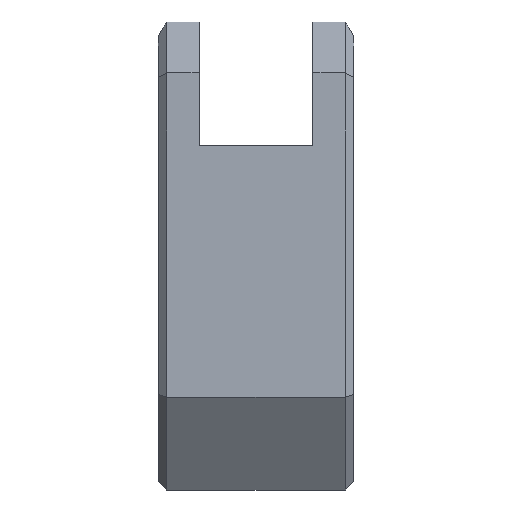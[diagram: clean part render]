
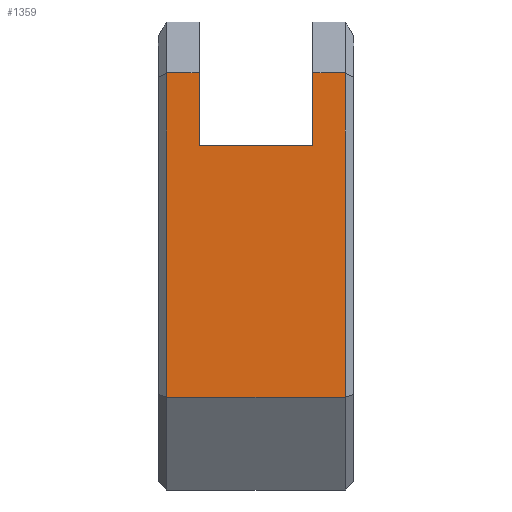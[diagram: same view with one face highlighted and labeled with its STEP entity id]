
A CAD part, left-side view. The second image highlights one B-rep face of the part: STEP entity #1359.
In plain terms, the highlighted planar face has unit normal (-1, 0, 0).
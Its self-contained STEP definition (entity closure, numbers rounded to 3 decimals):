
#126 = PLANE('',#127);
#127 = AXIS2_PLACEMENT_3D('',#128,#129,#130);
#128 = CARTESIAN_POINT('',(-89.,-19.,-13.));
#129 = DIRECTION('',(0.,1.,0.));
#130 = DIRECTION('',(0.,0.,1.));
#159 = PLANE('',#160);
#160 = AXIS2_PLACEMENT_3D('',#161,#162,#163);
#161 = CARTESIAN_POINT('',(-97.968,-14.,37.19));
#162 = DIRECTION('',(-0.53,0.,0.848)
  );
#163 = DIRECTION('',(0.848,0.,0.53)
  );
#521 = VERTEX_POINT('',#522);
#522 = CARTESIAN_POINT('',(-108.,-19.,30.922));
#543 = EDGE_CURVE('',#544,#521,#546,.T.);
#544 = VERTEX_POINT('',#545);
#545 = CARTESIAN_POINT('',(-108.,-19.,22.));
#546 = SURFACE_CURVE('',#547,(#551,#558),.PCURVE_S1.);
#547 = LINE('',#548,#549);
#548 = CARTESIAN_POINT('',(-108.,-19.,8.961));
#549 = VECTOR('',#550,1.);
#550 = DIRECTION('',(0.,0.,1.));
#551 = PCURVE('',#126,#552);
#552 = DEFINITIONAL_REPRESENTATION('',(#553),#557);
#553 = LINE('',#554,#555);
#554 = CARTESIAN_POINT('',(21.961,-19.));
#555 = VECTOR('',#556,1.);
#556 = DIRECTION('',(1.,0.));
#557 = ( GEOMETRIC_REPRESENTATION_CONTEXT(2) 
PARAMETRIC_REPRESENTATION_CONTEXT() REPRESENTATION_CONTEXT('2D SPACE',''
  ) );
#558 = PCURVE('',#559,#564);
#559 = PLANE('',#560);
#560 = AXIS2_PLACEMENT_3D('',#561,#562,#563);
#561 = CARTESIAN_POINT('',(-108.,-14.,30.922));
#562 = DIRECTION('',(-1.,0.,0.));
#563 = DIRECTION('',(0.,0.,1.));
#564 = DEFINITIONAL_REPRESENTATION('',(#565),#569);
#565 = LINE('',#566,#567);
#566 = CARTESIAN_POINT('',(-21.961,-5.));
#567 = VECTOR('',#568,1.);
#568 = DIRECTION('',(1.,0.));
#569 = ( GEOMETRIC_REPRESENTATION_CONTEXT(2) 
PARAMETRIC_REPRESENTATION_CONTEXT() REPRESENTATION_CONTEXT('2D SPACE',''
  ) );
#587 = PLANE('',#588);
#588 = AXIS2_PLACEMENT_3D('',#589,#590,#591);
#589 = CARTESIAN_POINT('',(-106.,-33.,22.));
#590 = DIRECTION('',(0.,0.,-1.));
#591 = DIRECTION('',(1.,0.,0.));
#747 = EDGE_CURVE('',#748,#521,#750,.T.);
#748 = VERTEX_POINT('',#749);
#749 = CARTESIAN_POINT('',(-108.,-15.,30.922));
#750 = SURFACE_CURVE('',#751,(#755,#762),.PCURVE_S1.);
#751 = LINE('',#752,#753);
#752 = CARTESIAN_POINT('',(-108.,-14.,30.922));
#753 = VECTOR('',#754,1.);
#754 = DIRECTION('',(0.,-1.,0.));
#755 = PCURVE('',#159,#756);
#756 = DEFINITIONAL_REPRESENTATION('',(#757),#761);
#757 = LINE('',#758,#759);
#758 = CARTESIAN_POINT('',(-11.829,0.));
#759 = VECTOR('',#760,1.);
#760 = DIRECTION('',(0.,-1.));
#761 = ( GEOMETRIC_REPRESENTATION_CONTEXT(2) 
PARAMETRIC_REPRESENTATION_CONTEXT() REPRESENTATION_CONTEXT('2D SPACE',''
  ) );
#762 = PCURVE('',#559,#763);
#763 = DEFINITIONAL_REPRESENTATION('',(#764),#768);
#764 = LINE('',#765,#766);
#765 = CARTESIAN_POINT('',(-0.,0.));
#766 = VECTOR('',#767,1.);
#767 = DIRECTION('',(0.,-1.));
#768 = ( GEOMETRIC_REPRESENTATION_CONTEXT(2) 
PARAMETRIC_REPRESENTATION_CONTEXT() REPRESENTATION_CONTEXT('2D SPACE',''
  ) );
#945 = PLANE('',#946);
#946 = AXIS2_PLACEMENT_3D('',#947,#948,#949);
#947 = CARTESIAN_POINT('',(-107.5,-14.5,30.922));
#948 = DIRECTION('',(-0.707,0.707,0.)
  );
#949 = DIRECTION('',(0.,0.,-1.));
#1108 = PLANE('',#1109);
#1109 = AXIS2_PLACEMENT_3D('',#1110,#1111,#1112);
#1110 = CARTESIAN_POINT('',(-89.,-33.,-13.));
#1111 = DIRECTION('',(0.,1.,0.));
#1112 = DIRECTION('',(0.,0.,1.));
#1265 = VERTEX_POINT('',#1266);
#1266 = CARTESIAN_POINT('',(-108.,-33.,22.));
#1289 = EDGE_CURVE('',#1265,#544,#1290,.T.);
#1290 = SURFACE_CURVE('',#1291,(#1295,#1302),.PCURVE_S1.);
#1291 = LINE('',#1292,#1293);
#1292 = CARTESIAN_POINT('',(-108.,-23.5,22.));
#1293 = VECTOR('',#1294,1.);
#1294 = DIRECTION('',(0.,1.,0.));
#1295 = PCURVE('',#587,#1296);
#1296 = DEFINITIONAL_REPRESENTATION('',(#1297),#1301);
#1297 = LINE('',#1298,#1299);
#1298 = CARTESIAN_POINT('',(-2.,-9.5));
#1299 = VECTOR('',#1300,1.);
#1300 = DIRECTION('',(0.,-1.));
#1301 = ( GEOMETRIC_REPRESENTATION_CONTEXT(2) 
PARAMETRIC_REPRESENTATION_CONTEXT() REPRESENTATION_CONTEXT('2D SPACE',''
  ) );
#1302 = PCURVE('',#559,#1303);
#1303 = DEFINITIONAL_REPRESENTATION('',(#1304),#1308);
#1304 = LINE('',#1305,#1306);
#1305 = CARTESIAN_POINT('',(-8.922,-9.5));
#1306 = VECTOR('',#1307,1.);
#1307 = DIRECTION('',(0.,1.));
#1308 = ( GEOMETRIC_REPRESENTATION_CONTEXT(2) 
PARAMETRIC_REPRESENTATION_CONTEXT() REPRESENTATION_CONTEXT('2D SPACE',''
  ) );
#1359 = ADVANCED_FACE('',(#1360),#559,.T.);
#1360 = FACE_BOUND('',#1361,.F.);
#1361 = EDGE_LOOP('',(#1362,#1392,#1413,#1414,#1415,#1416,#1439,#1467));
#1362 = ORIENTED_EDGE('',*,*,#1363,.F.);
#1363 = EDGE_CURVE('',#1364,#1366,#1368,.T.);
#1364 = VERTEX_POINT('',#1365);
#1365 = CARTESIAN_POINT('',(-108.,-15.,-9.));
#1366 = VERTEX_POINT('',#1367);
#1367 = CARTESIAN_POINT('',(-108.,-37.,-9.));
#1368 = SURFACE_CURVE('',#1369,(#1373,#1380),.PCURVE_S1.);
#1369 = LINE('',#1370,#1371);
#1370 = CARTESIAN_POINT('',(-108.,-14.,-9.));
#1371 = VECTOR('',#1372,1.);
#1372 = DIRECTION('',(0.,-1.,0.));
#1373 = PCURVE('',#559,#1374);
#1374 = DEFINITIONAL_REPRESENTATION('',(#1375),#1379);
#1375 = LINE('',#1376,#1377);
#1376 = CARTESIAN_POINT('',(-39.922,0.));
#1377 = VECTOR('',#1378,1.);
#1378 = DIRECTION('',(0.,-1.));
#1379 = ( GEOMETRIC_REPRESENTATION_CONTEXT(2) 
PARAMETRIC_REPRESENTATION_CONTEXT() REPRESENTATION_CONTEXT('2D SPACE',''
  ) );
#1380 = PCURVE('',#1381,#1386);
#1381 = PLANE('',#1382);
#1382 = AXIS2_PLACEMENT_3D('',#1383,#1384,#1385);
#1383 = CARTESIAN_POINT('',(-108.,-14.,-9.));
#1384 = DIRECTION('',(-0.808,0.,-0.589
    ));
#1385 = DIRECTION('',(-0.589,0.,0.808
    ));
#1386 = DEFINITIONAL_REPRESENTATION('',(#1387),#1391);
#1387 = LINE('',#1388,#1389);
#1388 = CARTESIAN_POINT('',(0.,0.));
#1389 = VECTOR('',#1390,1.);
#1390 = DIRECTION('',(0.,-1.));
#1391 = ( GEOMETRIC_REPRESENTATION_CONTEXT(2) 
PARAMETRIC_REPRESENTATION_CONTEXT() REPRESENTATION_CONTEXT('2D SPACE',''
  ) );
#1392 = ORIENTED_EDGE('',*,*,#1393,.F.);
#1393 = EDGE_CURVE('',#748,#1364,#1394,.T.);
#1394 = SURFACE_CURVE('',#1395,(#1399,#1406),.PCURVE_S1.);
#1395 = LINE('',#1396,#1397);
#1396 = CARTESIAN_POINT('',(-108.,-15.,30.922));
#1397 = VECTOR('',#1398,1.);
#1398 = DIRECTION('',(0.,0.,-1.));
#1399 = PCURVE('',#559,#1400);
#1400 = DEFINITIONAL_REPRESENTATION('',(#1401),#1405);
#1401 = LINE('',#1402,#1403);
#1402 = CARTESIAN_POINT('',(0.,-1.));
#1403 = VECTOR('',#1404,1.);
#1404 = DIRECTION('',(-1.,0.));
#1405 = ( GEOMETRIC_REPRESENTATION_CONTEXT(2) 
PARAMETRIC_REPRESENTATION_CONTEXT() REPRESENTATION_CONTEXT('2D SPACE',''
  ) );
#1406 = PCURVE('',#945,#1407);
#1407 = DEFINITIONAL_REPRESENTATION('',(#1408),#1412);
#1408 = LINE('',#1409,#1410);
#1409 = CARTESIAN_POINT('',(0.,0.707));
#1410 = VECTOR('',#1411,1.);
#1411 = DIRECTION('',(1.,0.));
#1412 = ( GEOMETRIC_REPRESENTATION_CONTEXT(2) 
PARAMETRIC_REPRESENTATION_CONTEXT() REPRESENTATION_CONTEXT('2D SPACE',''
  ) );
#1413 = ORIENTED_EDGE('',*,*,#747,.T.);
#1414 = ORIENTED_EDGE('',*,*,#543,.F.);
#1415 = ORIENTED_EDGE('',*,*,#1289,.F.);
#1416 = ORIENTED_EDGE('',*,*,#1417,.T.);
#1417 = EDGE_CURVE('',#1265,#1418,#1420,.T.);
#1418 = VERTEX_POINT('',#1419);
#1419 = CARTESIAN_POINT('',(-108.,-33.,30.922));
#1420 = SURFACE_CURVE('',#1421,(#1425,#1432),.PCURVE_S1.);
#1421 = LINE('',#1422,#1423);
#1422 = CARTESIAN_POINT('',(-108.,-33.,8.961));
#1423 = VECTOR('',#1424,1.);
#1424 = DIRECTION('',(0.,0.,1.));
#1425 = PCURVE('',#559,#1426);
#1426 = DEFINITIONAL_REPRESENTATION('',(#1427),#1431);
#1427 = LINE('',#1428,#1429);
#1428 = CARTESIAN_POINT('',(-21.961,-19.));
#1429 = VECTOR('',#1430,1.);
#1430 = DIRECTION('',(1.,0.));
#1431 = ( GEOMETRIC_REPRESENTATION_CONTEXT(2) 
PARAMETRIC_REPRESENTATION_CONTEXT() REPRESENTATION_CONTEXT('2D SPACE',''
  ) );
#1432 = PCURVE('',#1108,#1433);
#1433 = DEFINITIONAL_REPRESENTATION('',(#1434),#1438);
#1434 = LINE('',#1435,#1436);
#1435 = CARTESIAN_POINT('',(21.961,-19.));
#1436 = VECTOR('',#1437,1.);
#1437 = DIRECTION('',(1.,0.));
#1438 = ( GEOMETRIC_REPRESENTATION_CONTEXT(2) 
PARAMETRIC_REPRESENTATION_CONTEXT() REPRESENTATION_CONTEXT('2D SPACE',''
  ) );
#1439 = ORIENTED_EDGE('',*,*,#1440,.T.);
#1440 = EDGE_CURVE('',#1418,#1441,#1443,.T.);
#1441 = VERTEX_POINT('',#1442);
#1442 = CARTESIAN_POINT('',(-108.,-37.,30.922));
#1443 = SURFACE_CURVE('',#1444,(#1448,#1455),.PCURVE_S1.);
#1444 = LINE('',#1445,#1446);
#1445 = CARTESIAN_POINT('',(-108.,-14.,30.922));
#1446 = VECTOR('',#1447,1.);
#1447 = DIRECTION('',(0.,-1.,0.));
#1448 = PCURVE('',#559,#1449);
#1449 = DEFINITIONAL_REPRESENTATION('',(#1450),#1454);
#1450 = LINE('',#1451,#1452);
#1451 = CARTESIAN_POINT('',(-0.,0.));
#1452 = VECTOR('',#1453,1.);
#1453 = DIRECTION('',(0.,-1.));
#1454 = ( GEOMETRIC_REPRESENTATION_CONTEXT(2) 
PARAMETRIC_REPRESENTATION_CONTEXT() REPRESENTATION_CONTEXT('2D SPACE',''
  ) );
#1455 = PCURVE('',#1456,#1461);
#1456 = PLANE('',#1457);
#1457 = AXIS2_PLACEMENT_3D('',#1458,#1459,#1460);
#1458 = CARTESIAN_POINT('',(-97.968,-14.,37.19));
#1459 = DIRECTION('',(-0.53,0.,0.848
    ));
#1460 = DIRECTION('',(0.848,0.,0.53)
  );
#1461 = DEFINITIONAL_REPRESENTATION('',(#1462),#1466);
#1462 = LINE('',#1463,#1464);
#1463 = CARTESIAN_POINT('',(-11.829,0.));
#1464 = VECTOR('',#1465,1.);
#1465 = DIRECTION('',(0.,-1.));
#1466 = ( GEOMETRIC_REPRESENTATION_CONTEXT(2) 
PARAMETRIC_REPRESENTATION_CONTEXT() REPRESENTATION_CONTEXT('2D SPACE',''
  ) );
#1467 = ORIENTED_EDGE('',*,*,#1468,.T.);
#1468 = EDGE_CURVE('',#1441,#1366,#1469,.T.);
#1469 = SURFACE_CURVE('',#1470,(#1474,#1481),.PCURVE_S1.);
#1470 = LINE('',#1471,#1472);
#1471 = CARTESIAN_POINT('',(-108.,-37.,30.922));
#1472 = VECTOR('',#1473,1.);
#1473 = DIRECTION('',(0.,0.,-1.));
#1474 = PCURVE('',#559,#1475);
#1475 = DEFINITIONAL_REPRESENTATION('',(#1476),#1480);
#1476 = LINE('',#1477,#1478);
#1477 = CARTESIAN_POINT('',(0.,-23.));
#1478 = VECTOR('',#1479,1.);
#1479 = DIRECTION('',(-1.,0.));
#1480 = ( GEOMETRIC_REPRESENTATION_CONTEXT(2) 
PARAMETRIC_REPRESENTATION_CONTEXT() REPRESENTATION_CONTEXT('2D SPACE',''
  ) );
#1481 = PCURVE('',#1482,#1487);
#1482 = PLANE('',#1483);
#1483 = AXIS2_PLACEMENT_3D('',#1484,#1485,#1486);
#1484 = CARTESIAN_POINT('',(-107.5,-37.5,30.922));
#1485 = DIRECTION('',(0.707,0.707,0.)
  );
#1486 = DIRECTION('',(0.,0.,1.));
#1487 = DEFINITIONAL_REPRESENTATION('',(#1488),#1492);
#1488 = LINE('',#1489,#1490);
#1489 = CARTESIAN_POINT('',(0.,-0.707));
#1490 = VECTOR('',#1491,1.);
#1491 = DIRECTION('',(-1.,0.));
#1492 = ( GEOMETRIC_REPRESENTATION_CONTEXT(2) 
PARAMETRIC_REPRESENTATION_CONTEXT() REPRESENTATION_CONTEXT('2D SPACE',''
  ) );
